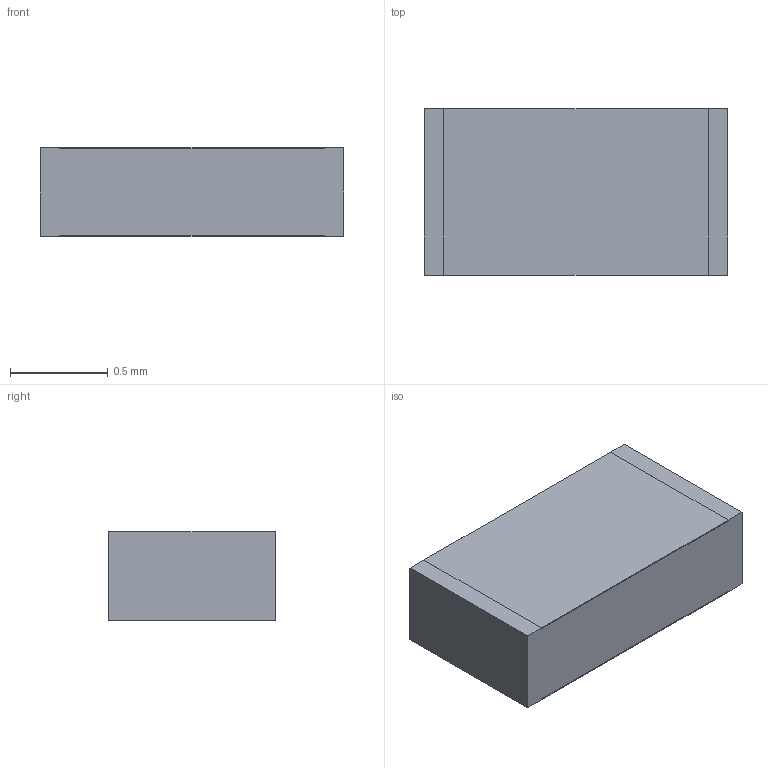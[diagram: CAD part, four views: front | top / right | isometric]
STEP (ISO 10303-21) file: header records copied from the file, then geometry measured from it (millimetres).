
FILE_DESCRIPTION (( 'STEP AP214' ), '1' );
FILE_NAME ('0603.STEP', '2015-03-06T10:54:36', ( '' ), ( '' ), 'SwSTEP 2.0', 'SolidWorks 2014', '' );
FILE_SCHEMA (( 'AUTOMOTIVE_DESIGN' ));
Length unit declared in the file: millimetre
Products named in the file (3): 0603_Cover; 0603
Assembly tree (3 placements, depth 2):
  0603
    0603
    0603_Cover  x2
Bounding box: 1.55 x 0.85 x 0.45 mm (x, y, z)
Volume: 0.6 mm3; surface area: 9.4 mm2
Topology: 3 solids, 3 shells, 26 faces, 60 edges, 40 vertices
Faces by surface type: plane 26
Entity records: 690 total; most frequent: CARTESIAN_POINT 106, DIRECTION 100, ORIENTED_EDGE 96, VECTOR 48, LINE 48, EDGE_CURVE 48, VERTEX_POINT 32, AXIS2_PLACEMENT_3D 26
